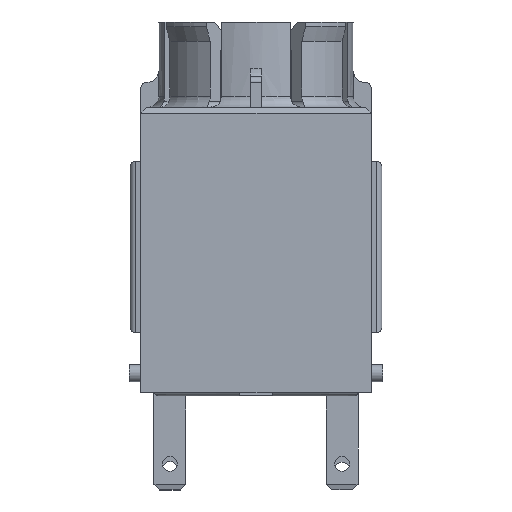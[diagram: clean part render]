
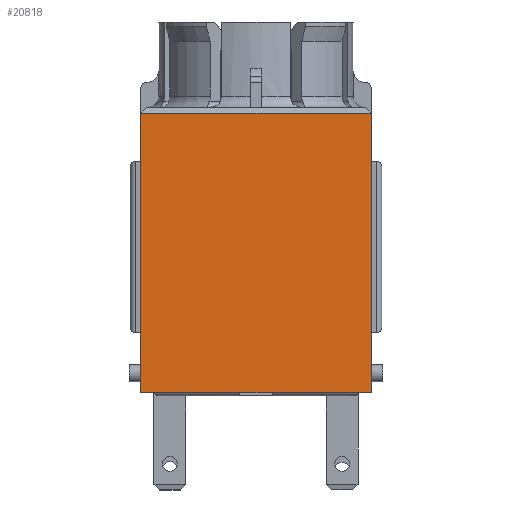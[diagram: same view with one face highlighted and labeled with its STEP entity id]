
A CAD part, left-side view. The second image highlights one B-rep face of the part: STEP entity #20818.
In plain terms, the highlighted planar face has unit normal (-1, 0, 0).
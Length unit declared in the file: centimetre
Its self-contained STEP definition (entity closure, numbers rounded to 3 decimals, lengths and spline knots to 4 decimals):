
#643=FACE_OUTER_BOUND('',#1775,.T.);
#1775=EDGE_LOOP('',(#14941,#14942,#14943,#14944,#14945,#14946));
#2926=LINE('',#29191,#5687);
#3099=LINE('',#30629,#5860);
#3100=LINE('',#30631,#5861);
#3106=LINE('',#30655,#5867);
#3107=LINE('',#30656,#5868);
#3131=LINE('',#30769,#5892);
#5687=VECTOR('',#23696,2.02);
#5860=VECTOR('',#24241,0.169);
#5861=VECTOR('',#24242,2.281);
#5867=VECTOR('',#24266,2.281);
#5868=VECTOR('',#24267,0.169);
#5892=VECTOR('',#24349,2.02);
#8589=VERTEX_POINT('',#29187);
#8591=VERTEX_POINT('',#29190);
#8812=VERTEX_POINT('',#30616);
#8817=VERTEX_POINT('',#30630);
#8822=VERTEX_POINT('',#30644);
#8826=VERTEX_POINT('',#30653);
#10751=EDGE_CURVE('',#8591,#8589,#2926,.T.);
#11102=EDGE_CURVE('',#8812,#8591,#3099,.T.);
#11103=EDGE_CURVE('',#8817,#8812,#3100,.T.);
#11113=EDGE_CURVE('',#8822,#8826,#3106,.T.);
#11114=EDGE_CURVE('',#8589,#8822,#3107,.T.);
#11149=EDGE_CURVE('',#8817,#8826,#3131,.T.);
#14941=ORIENTED_EDGE('',*,*,#11149,.F.);
#14942=ORIENTED_EDGE('',*,*,#11103,.T.);
#14943=ORIENTED_EDGE('',*,*,#11102,.T.);
#14944=ORIENTED_EDGE('',*,*,#10751,.T.);
#14945=ORIENTED_EDGE('',*,*,#11114,.T.);
#14946=ORIENTED_EDGE('',*,*,#11113,.T.);
#19738=PLANE('',#22085);
#20818=ADVANCED_FACE('',(#643),#19738,.T.);
#22085=AXIS2_PLACEMENT_3D('',#30770,#24350,#24351);
#23696=DIRECTION('',(0.,-1.,0.));
#24241=DIRECTION('',(0.,0.,-1.));
#24242=DIRECTION('',(0.,0.,-1.));
#24266=DIRECTION('',(0.,0.,1.));
#24267=DIRECTION('',(0.,0.,1.));
#24349=DIRECTION('',(0.,-1.,0.));
#24350=DIRECTION('center_axis',(-1.,0.,0.));
#24351=DIRECTION('ref_axis',(0.,0.,-1.));
#29187=CARTESIAN_POINT('',(-1.11,-1.01,0.03));
#29190=CARTESIAN_POINT('',(-1.11,1.01,0.03));
#29191=CARTESIAN_POINT('',(-1.11,1.01,0.03));
#30616=CARTESIAN_POINT('',(-1.11,1.01,0.199));
#30629=CARTESIAN_POINT('',(-1.11,1.01,2.38));
#30630=CARTESIAN_POINT('',(-1.11,1.01,2.48));
#30631=CARTESIAN_POINT('',(-1.11,1.01,2.38));
#30644=CARTESIAN_POINT('',(-1.11,-1.01,0.199));
#30653=CARTESIAN_POINT('',(-1.11,-1.01,2.48));
#30655=CARTESIAN_POINT('',(-1.11,-1.01,2.38));
#30656=CARTESIAN_POINT('',(-1.11,-1.01,2.38));
#30769=CARTESIAN_POINT('',(-1.11,0.505,2.48));
#30770=CARTESIAN_POINT('Origin',(-1.11,1.01,2.38));
